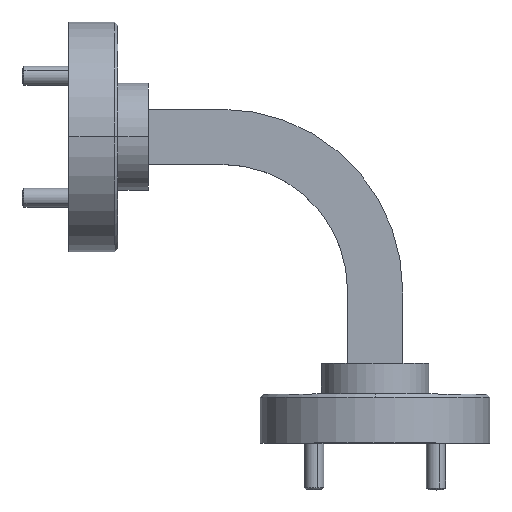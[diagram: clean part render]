
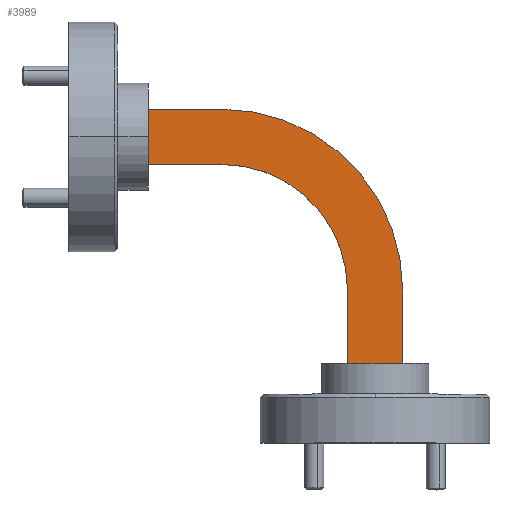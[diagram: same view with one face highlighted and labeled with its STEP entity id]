
A CAD part, top view. The second image highlights one B-rep face of the part: STEP entity #3989.
In plain terms, the highlighted planar face has unit normal (0, 0, 1).
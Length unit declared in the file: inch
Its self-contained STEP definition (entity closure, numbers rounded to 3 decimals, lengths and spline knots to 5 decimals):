
#46 = VERTEX_POINT ( 'NONE', #2190 ) ;
#108 = ORIENTED_EDGE ( 'NONE', *, *, #1335, .F. ) ;
#128 = DIRECTION ( 'NONE',  ( -1., 0., 0. ) ) ;
#129 = DIRECTION ( 'NONE',  ( 1., 0., 0. ) ) ;
#141 = CARTESIAN_POINT ( 'NONE',  ( 1.05091, 0.40964, -0.79679 ) ) ;
#199 = CARTESIAN_POINT ( 'NONE',  ( 1.23091, 0.40964, -0.79679 ) ) ;
#259 = CARTESIAN_POINT ( 'NONE',  ( 0.64091, 0.81964, -0.79679 ) ) ;
#335 = AXIS2_PLACEMENT_3D ( 'NONE', #3279, #1354, #4654 ) ;
#368 = CARTESIAN_POINT ( 'NONE',  ( 1.05091, 0.40964, -0.79679 ) ) ;
#397 = CARTESIAN_POINT ( 'NONE',  ( 0.40091, 0.81964, -0.79679 ) ) ;
#453 = VERTEX_POINT ( 'NONE', #1868 ) ;
#457 = CIRCLE ( 'NONE', #4504, 0.59 ) ;
#496 = VERTEX_POINT ( 'NONE', #259 ) ;
#506 = DIRECTION ( 'NONE',  ( 0., -1., 0. ) ) ;
#519 = VERTEX_POINT ( 'NONE', #1719 ) ;
#670 = EDGE_CURVE ( 'NONE', #944, #453, #2137, .T. ) ;
#718 = CARTESIAN_POINT ( 'NONE',  ( 0.64091, 0.99964, -0.79679 ) ) ;
#883 = FACE_OUTER_BOUND ( 'NONE', #1229, .T. ) ;
#944 = VERTEX_POINT ( 'NONE', #718 ) ;
#985 = ORIENTED_EDGE ( 'NONE', *, *, #3729, .F. ) ;
#1025 = VECTOR ( 'NONE', #2972, 39.37008 ) ;
#1092 = CARTESIAN_POINT ( 'NONE',  ( 0.64091, 0.81964, -0.79679 ) ) ;
#1147 = ORIENTED_EDGE ( 'NONE', *, *, #1191, .F. ) ;
#1160 = ORIENTED_EDGE ( 'NONE', *, *, #3758, .T. ) ;
#1191 = EDGE_CURVE ( 'NONE', #519, #2479, #3690, .T. ) ;
#1229 = EDGE_LOOP ( 'NONE', ( #1147, #108, #2260, #4655, #2363, #985, #1160, #4575 ) ) ;
#1320 = CARTESIAN_POINT ( 'NONE',  ( 0.64091, 0.81964, -0.79679 ) ) ;
#1335 = EDGE_CURVE ( 'NONE', #2822, #519, #2354, .T. ) ;
#1354 = DIRECTION ( 'NONE',  ( 0., 0., -1. ) ) ;
#1374 = LINE ( 'NONE', #1092, #3172 ) ;
#1390 = EDGE_CURVE ( 'NONE', #944, #2822, #457, .T. ) ;
#1538 = VECTOR ( 'NONE', #3339, 39.37008 ) ;
#1585 = EDGE_CURVE ( 'NONE', #1588, #2479, #2701, .T. ) ;
#1588 = VERTEX_POINT ( 'NONE', #141 ) ;
#1719 = CARTESIAN_POINT ( 'NONE',  ( 1.23091, 0.16964, -0.79679 ) ) ;
#1868 = CARTESIAN_POINT ( 'NONE',  ( 0.40091, 0.99964, -0.79679 ) ) ;
#1898 = CARTESIAN_POINT ( 'NONE',  ( 0.64091, 0.16964, -0.79679 ) ) ;
#2137 = LINE ( 'NONE', #3598, #4129 ) ;
#2190 = CARTESIAN_POINT ( 'NONE',  ( 0.40091, 0.81964, -0.79679 ) ) ;
#2260 = ORIENTED_EDGE ( 'NONE', *, *, #1390, .F. ) ;
#2354 = LINE ( 'NONE', #199, #2542 ) ;
#2363 = ORIENTED_EDGE ( 'NONE', *, *, #2658, .F. ) ;
#2479 = VERTEX_POINT ( 'NONE', #3543 ) ;
#2542 = VECTOR ( 'NONE', #3462, 39.37008 ) ;
#2658 = EDGE_CURVE ( 'NONE', #46, #453, #2926, .T. ) ;
#2701 = LINE ( 'NONE', #368, #3519 ) ;
#2822 = VERTEX_POINT ( 'NONE', #4358 ) ;
#2926 = LINE ( 'NONE', #397, #1025 ) ;
#2972 = DIRECTION ( 'NONE',  ( 0., 1., 0. ) ) ;
#3172 = VECTOR ( 'NONE', #3544, 39.37008 ) ;
#3279 = CARTESIAN_POINT ( 'NONE',  ( 0.64091, 0.40964, -0.79679 ) ) ;
#3339 = DIRECTION ( 'NONE',  ( -1., 0., 0. ) ) ;
#3417 = CARTESIAN_POINT ( 'NONE',  ( 0.64091, 0.40964, -0.79679 ) ) ;
#3462 = DIRECTION ( 'NONE',  ( 0., -1., 0. ) ) ;
#3466 = PLANE ( 'NONE',  #4612 ) ;
#3519 = VECTOR ( 'NONE', #506, 39.37008 ) ;
#3543 = CARTESIAN_POINT ( 'NONE',  ( 1.05091, 0.16964, -0.79679 ) ) ;
#3544 = DIRECTION ( 'NONE',  ( -1., 0., 0. ) ) ;
#3598 = CARTESIAN_POINT ( 'NONE',  ( 0.64091, 0.99964, -0.79679 ) ) ;
#3690 = LINE ( 'NONE', #1898, #1538 ) ;
#3729 = EDGE_CURVE ( 'NONE', #496, #46, #1374, .T. ) ;
#3758 = EDGE_CURVE ( 'NONE', #496, #1588, #3930, .T. ) ;
#3930 = CIRCLE ( 'NONE', #335, 0.41 ) ;
#3989 = ADVANCED_FACE ( 'NONE', ( #883 ), #3466, .T. ) ;
#4129 = VECTOR ( 'NONE', #4721, 39.37008 ) ;
#4358 = CARTESIAN_POINT ( 'NONE',  ( 1.23091, 0.40964, -0.79679 ) ) ;
#4504 = AXIS2_PLACEMENT_3D ( 'NONE', #3417, #4506, #128 ) ;
#4506 = DIRECTION ( 'NONE',  ( 0., 0., -1. ) ) ;
#4511 = DIRECTION ( 'NONE',  ( 0., 0., 1. ) ) ;
#4575 = ORIENTED_EDGE ( 'NONE', *, *, #1585, .T. ) ;
#4612 = AXIS2_PLACEMENT_3D ( 'NONE', #1320, #4511, #129 ) ;
#4654 = DIRECTION ( 'NONE',  ( -1., 0., 0. ) ) ;
#4655 = ORIENTED_EDGE ( 'NONE', *, *, #670, .T. ) ;
#4721 = DIRECTION ( 'NONE',  ( -1., 0., 0. ) ) ;
